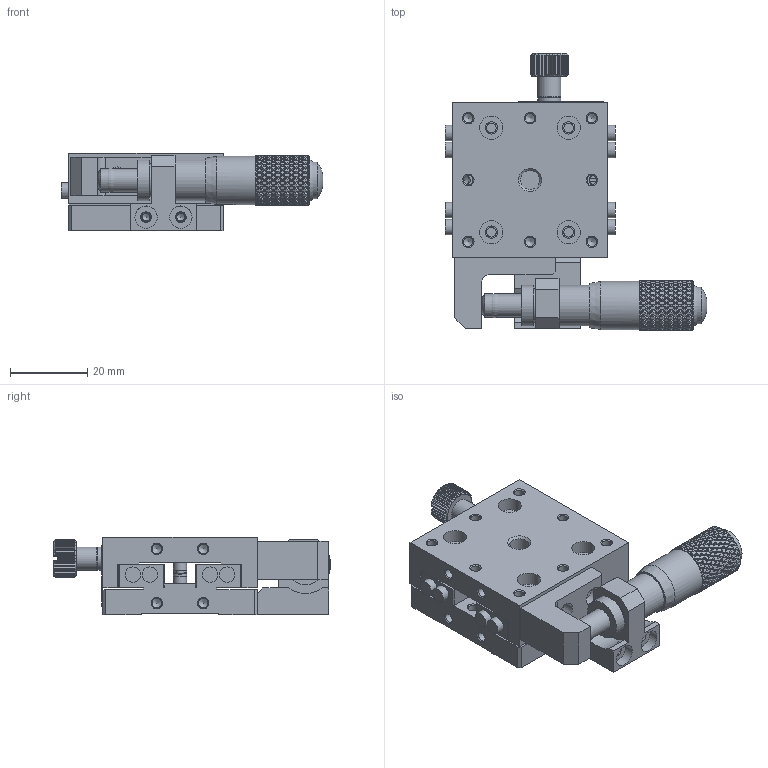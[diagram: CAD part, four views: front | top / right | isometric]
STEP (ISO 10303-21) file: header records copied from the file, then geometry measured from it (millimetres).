
FILE_DESCRIPTION (( 'STEP AP203' ), '1' );
FILE_NAME ('528848.STEP', '2024-10-16T07:33:55', ( 'Windows User' ), ( 'P R C' ), 'SwSTEP 2.0', 'SolidWorks 2020', '' );
FILE_SCHEMA (( 'CONFIG_CONTROL_DESIGN' ));
Products named in the file (1): 528848
Bounding box: 67.8 x 71.8 x 20 mm (x, y, z)
Volume: 36130.4 mm3; surface area: 21624.4 mm2
Topology: 3 solids, 8 shells, 2526 faces, 5297 edges, 2826 vertices
Faces by surface type: bspline 1440, cylinder 552, plane 302, cone 230, torus 2
Full cylindrical faces by diameter (mm): 1.567 x12, 2 x2, 2.013 x8, 2.459 x23, 2.5 x10, 2.8 x4, 3 x1, 3.2 x5, 3.4 x4, 3.5 x4, 4 x8, 4.4 x8, 4.917 x1, 5 x2, 5.8 x2, 6 x11, 8.5 x2, 9.5 x2, 10.5 x3, 12.5 x1
Entity records: 90201 total; most frequent: CARTESIAN_POINT 54497, ORIENTED_EDGE 10044, EDGE_CURVE 5022, DIRECTION 3888, EDGE_LOOP 2820, VERTEX_POINT 2750, FACE_OUTER_BOUND 2639, ADVANCED_FACE 2526
